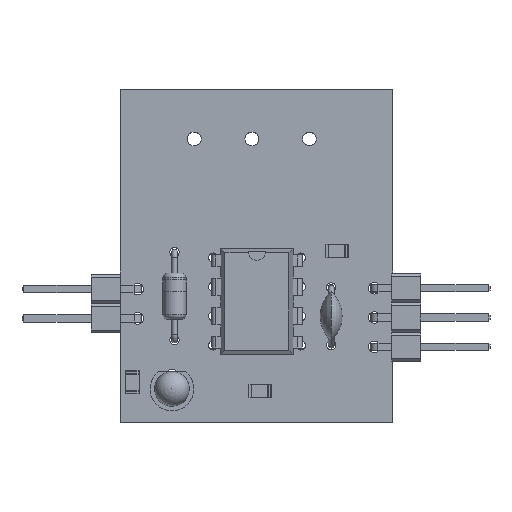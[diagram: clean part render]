
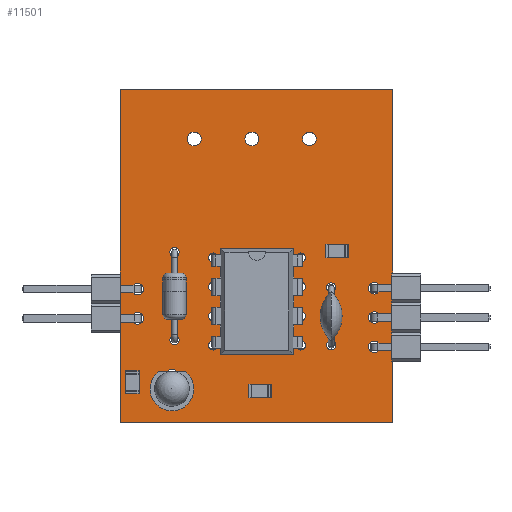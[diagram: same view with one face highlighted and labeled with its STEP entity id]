
A CAD part, top view. The second image highlights one B-rep face of the part: STEP entity #11501.
In plain terms, the highlighted planar face has unit normal (0, 0, 1).
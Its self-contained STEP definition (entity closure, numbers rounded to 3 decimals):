
#11147 = VERTEX_POINT('',#11148);
#11148 = CARTESIAN_POINT('',(146.218,-109.115,1.51));
#11154 = EDGE_CURVE('',#11147,#11155,#11157,.T.);
#11155 = VERTEX_POINT('',#11156);
#11156 = CARTESIAN_POINT('',(122.6,-109.115,1.51));
#11157 = LINE('',#11158,#11159);
#11158 = CARTESIAN_POINT('',(146.218,-109.115,1.51));
#11159 = VECTOR('',#11160,1.);
#11160 = DIRECTION('',(-1.,0.,0.));
#11187 = VERTEX_POINT('',#11188);
#11188 = CARTESIAN_POINT('',(146.218,-80.285,1.51));
#11194 = EDGE_CURVE('',#11187,#11147,#11195,.T.);
#11195 = LINE('',#11196,#11197);
#11196 = CARTESIAN_POINT('',(146.218,-80.285,1.51));
#11197 = VECTOR('',#11198,1.);
#11198 = DIRECTION('',(0.,-1.,0.));
#11216 = EDGE_CURVE('',#11155,#11217,#11219,.T.);
#11217 = VERTEX_POINT('',#11218);
#11218 = CARTESIAN_POINT('',(122.6,-80.285,1.51));
#11219 = LINE('',#11220,#11221);
#11220 = CARTESIAN_POINT('',(122.6,-109.115,1.51));
#11221 = VECTOR('',#11222,1.);
#11222 = DIRECTION('',(0.,1.,0.));
#11501 = ADVANCED_FACE('',(#11502,#11513,#11524,#11535,#11546,#11557,
    #11568,#11579,#11590,#11601,#11612,#11623,#11634,#11645,#11656,
    #11667,#11678,#11689,#11700,#11711,#11722,#11733,#11744),#11755,.T.
  );
#11502 = FACE_BOUND('',#11503,.T.);
#11503 = EDGE_LOOP('',(#11504,#11505,#11506,#11512));
#11504 = ORIENTED_EDGE('',*,*,#11154,.F.);
#11505 = ORIENTED_EDGE('',*,*,#11194,.F.);
#11506 = ORIENTED_EDGE('',*,*,#11507,.F.);
#11507 = EDGE_CURVE('',#11217,#11187,#11508,.T.);
#11508 = LINE('',#11509,#11510);
#11509 = CARTESIAN_POINT('',(122.6,-80.285,1.51));
#11510 = VECTOR('',#11511,1.);
#11511 = DIRECTION('',(1.,0.,0.));
#11512 = ORIENTED_EDGE('',*,*,#11216,.F.);
#11513 = FACE_BOUND('',#11514,.T.);
#11514 = EDGE_LOOP('',(#11515));
#11515 = ORIENTED_EDGE('',*,*,#11516,.T.);
#11516 = EDGE_CURVE('',#11517,#11517,#11519,.T.);
#11517 = VERTEX_POINT('',#11518);
#11518 = CARTESIAN_POINT('',(127.07,-107.96,1.51));
#11519 = CIRCLE('',#11520,0.45);
#11520 = AXIS2_PLACEMENT_3D('',#11521,#11522,#11523);
#11521 = CARTESIAN_POINT('',(127.07,-107.51,1.51));
#11522 = DIRECTION('',(-0.,0.,-1.));
#11523 = DIRECTION('',(-0.,-1.,0.));
#11524 = FACE_BOUND('',#11525,.T.);
#11525 = EDGE_LOOP('',(#11526));
#11526 = ORIENTED_EDGE('',*,*,#11527,.T.);
#11527 = EDGE_CURVE('',#11528,#11528,#11530,.T.);
#11528 = VERTEX_POINT('',#11529);
#11529 = CARTESIAN_POINT('',(127.07,-105.42,1.51));
#11530 = CIRCLE('',#11531,0.45);
#11531 = AXIS2_PLACEMENT_3D('',#11532,#11533,#11534);
#11532 = CARTESIAN_POINT('',(127.07,-104.97,1.51));
#11533 = DIRECTION('',(-0.,0.,-1.));
#11534 = DIRECTION('',(-0.,-1.,0.));
#11535 = FACE_BOUND('',#11536,.T.);
#11536 = EDGE_LOOP('',(#11537));
#11537 = ORIENTED_EDGE('',*,*,#11538,.T.);
#11538 = EDGE_CURVE('',#11539,#11539,#11541,.T.);
#11539 = VERTEX_POINT('',#11540);
#11540 = CARTESIAN_POINT('',(127.29,-102.39,1.51));
#11541 = CIRCLE('',#11542,0.4);
#11542 = AXIS2_PLACEMENT_3D('',#11543,#11544,#11545);
#11543 = CARTESIAN_POINT('',(127.29,-101.99,1.51));
#11544 = DIRECTION('',(-0.,0.,-1.));
#11545 = DIRECTION('',(0.,-1.,-0.));
#11546 = FACE_BOUND('',#11547,.T.);
#11547 = EDGE_LOOP('',(#11548));
#11548 = ORIENTED_EDGE('',*,*,#11549,.T.);
#11549 = EDGE_CURVE('',#11550,#11550,#11552,.T.);
#11550 = VERTEX_POINT('',#11551);
#11551 = CARTESIAN_POINT('',(130.63,-102.86,1.51));
#11552 = CIRCLE('',#11553,0.4);
#11553 = AXIS2_PLACEMENT_3D('',#11554,#11555,#11556);
#11554 = CARTESIAN_POINT('',(130.63,-102.46,1.51));
#11555 = DIRECTION('',(-0.,0.,-1.));
#11556 = DIRECTION('',(-0.,-1.,0.));
#11557 = FACE_BOUND('',#11558,.T.);
#11558 = EDGE_LOOP('',(#11559));
#11559 = ORIENTED_EDGE('',*,*,#11560,.T.);
#11560 = EDGE_CURVE('',#11561,#11561,#11563,.T.);
#11561 = VERTEX_POINT('',#11562);
#11562 = CARTESIAN_POINT('',(124.1,-100.61,1.51));
#11563 = CIRCLE('',#11564,0.5);
#11564 = AXIS2_PLACEMENT_3D('',#11565,#11566,#11567);
#11565 = CARTESIAN_POINT('',(124.1,-100.11,1.51));
#11566 = DIRECTION('',(-0.,0.,-1.));
#11567 = DIRECTION('',(-0.,-1.,0.));
#11568 = FACE_BOUND('',#11569,.T.);
#11569 = EDGE_LOOP('',(#11570));
#11570 = ORIENTED_EDGE('',*,*,#11571,.T.);
#11571 = EDGE_CURVE('',#11572,#11572,#11574,.T.);
#11572 = VERTEX_POINT('',#11573);
#11573 = CARTESIAN_POINT('',(124.1,-98.07,1.51));
#11574 = CIRCLE('',#11575,0.5);
#11575 = AXIS2_PLACEMENT_3D('',#11576,#11577,#11578);
#11576 = CARTESIAN_POINT('',(124.1,-97.57,1.51));
#11577 = DIRECTION('',(-0.,0.,-1.));
#11578 = DIRECTION('',(-0.,-1.,0.));
#11579 = FACE_BOUND('',#11580,.T.);
#11580 = EDGE_LOOP('',(#11581));
#11581 = ORIENTED_EDGE('',*,*,#11582,.T.);
#11582 = EDGE_CURVE('',#11583,#11583,#11585,.T.);
#11583 = VERTEX_POINT('',#11584);
#11584 = CARTESIAN_POINT('',(130.63,-100.32,1.51));
#11585 = CIRCLE('',#11586,0.4);
#11586 = AXIS2_PLACEMENT_3D('',#11587,#11588,#11589);
#11587 = CARTESIAN_POINT('',(130.63,-99.92,1.51));
#11588 = DIRECTION('',(-0.,0.,-1.));
#11589 = DIRECTION('',(-0.,-1.,0.));
#11590 = FACE_BOUND('',#11591,.T.);
#11591 = EDGE_LOOP('',(#11592));
#11592 = ORIENTED_EDGE('',*,*,#11593,.T.);
#11593 = EDGE_CURVE('',#11594,#11594,#11596,.T.);
#11594 = VERTEX_POINT('',#11595);
#11595 = CARTESIAN_POINT('',(130.63,-97.78,1.51));
#11596 = CIRCLE('',#11597,0.4);
#11597 = AXIS2_PLACEMENT_3D('',#11598,#11599,#11600);
#11598 = CARTESIAN_POINT('',(130.63,-97.38,1.51));
#11599 = DIRECTION('',(-0.,0.,-1.));
#11600 = DIRECTION('',(-0.,-1.,0.));
#11601 = FACE_BOUND('',#11602,.T.);
#11602 = EDGE_LOOP('',(#11603));
#11603 = ORIENTED_EDGE('',*,*,#11604,.T.);
#11604 = EDGE_CURVE('',#11605,#11605,#11607,.T.);
#11605 = VERTEX_POINT('',#11606);
#11606 = CARTESIAN_POINT('',(138.25,-102.86,1.51));
#11607 = CIRCLE('',#11608,0.4);
#11608 = AXIS2_PLACEMENT_3D('',#11609,#11610,#11611);
#11609 = CARTESIAN_POINT('',(138.25,-102.46,1.51));
#11610 = DIRECTION('',(-0.,0.,-1.));
#11611 = DIRECTION('',(-0.,-1.,0.));
#11612 = FACE_BOUND('',#11613,.T.);
#11613 = EDGE_LOOP('',(#11614));
#11614 = ORIENTED_EDGE('',*,*,#11615,.T.);
#11615 = EDGE_CURVE('',#11616,#11616,#11618,.T.);
#11616 = VERTEX_POINT('',#11617);
#11617 = CARTESIAN_POINT('',(140.88,-102.83,1.51));
#11618 = CIRCLE('',#11619,0.4);
#11619 = AXIS2_PLACEMENT_3D('',#11620,#11621,#11622);
#11620 = CARTESIAN_POINT('',(140.88,-102.43,1.51));
#11621 = DIRECTION('',(-0.,0.,-1.));
#11622 = DIRECTION('',(-0.,-1.,0.));
#11623 = FACE_BOUND('',#11624,.T.);
#11624 = EDGE_LOOP('',(#11625));
#11625 = ORIENTED_EDGE('',*,*,#11626,.T.);
#11626 = EDGE_CURVE('',#11627,#11627,#11629,.T.);
#11627 = VERTEX_POINT('',#11628);
#11628 = CARTESIAN_POINT('',(144.62,-103.08,1.51));
#11629 = CIRCLE('',#11630,0.5);
#11630 = AXIS2_PLACEMENT_3D('',#11631,#11632,#11633);
#11631 = CARTESIAN_POINT('',(144.62,-102.58,1.51));
#11632 = DIRECTION('',(-0.,0.,-1.));
#11633 = DIRECTION('',(-0.,-1.,0.));
#11634 = FACE_BOUND('',#11635,.T.);
#11635 = EDGE_LOOP('',(#11636));
#11636 = ORIENTED_EDGE('',*,*,#11637,.T.);
#11637 = EDGE_CURVE('',#11638,#11638,#11640,.T.);
#11638 = VERTEX_POINT('',#11639);
#11639 = CARTESIAN_POINT('',(138.25,-100.32,1.51));
#11640 = CIRCLE('',#11641,0.4);
#11641 = AXIS2_PLACEMENT_3D('',#11642,#11643,#11644);
#11642 = CARTESIAN_POINT('',(138.25,-99.92,1.51));
#11643 = DIRECTION('',(-0.,0.,-1.));
#11644 = DIRECTION('',(-0.,-1.,0.));
#11645 = FACE_BOUND('',#11646,.T.);
#11646 = EDGE_LOOP('',(#11647));
#11647 = ORIENTED_EDGE('',*,*,#11648,.T.);
#11648 = EDGE_CURVE('',#11649,#11649,#11651,.T.);
#11649 = VERTEX_POINT('',#11650);
#11650 = CARTESIAN_POINT('',(138.25,-97.78,1.51));
#11651 = CIRCLE('',#11652,0.4);
#11652 = AXIS2_PLACEMENT_3D('',#11653,#11654,#11655);
#11653 = CARTESIAN_POINT('',(138.25,-97.38,1.51));
#11654 = DIRECTION('',(-0.,0.,-1.));
#11655 = DIRECTION('',(-0.,-1.,0.));
#11656 = FACE_BOUND('',#11657,.T.);
#11657 = EDGE_LOOP('',(#11658));
#11658 = ORIENTED_EDGE('',*,*,#11659,.T.);
#11659 = EDGE_CURVE('',#11660,#11660,#11662,.T.);
#11660 = VERTEX_POINT('',#11661);
#11661 = CARTESIAN_POINT('',(144.62,-100.54,1.51));
#11662 = CIRCLE('',#11663,0.5);
#11663 = AXIS2_PLACEMENT_3D('',#11664,#11665,#11666);
#11664 = CARTESIAN_POINT('',(144.62,-100.04,1.51));
#11665 = DIRECTION('',(-0.,0.,-1.));
#11666 = DIRECTION('',(-0.,-1.,0.));
#11667 = FACE_BOUND('',#11668,.T.);
#11668 = EDGE_LOOP('',(#11669));
#11669 = ORIENTED_EDGE('',*,*,#11670,.T.);
#11670 = EDGE_CURVE('',#11671,#11671,#11673,.T.);
#11671 = VERTEX_POINT('',#11672);
#11672 = CARTESIAN_POINT('',(140.88,-97.83,1.51));
#11673 = CIRCLE('',#11674,0.4);
#11674 = AXIS2_PLACEMENT_3D('',#11675,#11676,#11677);
#11675 = CARTESIAN_POINT('',(140.88,-97.43,1.51));
#11676 = DIRECTION('',(-0.,0.,-1.));
#11677 = DIRECTION('',(-0.,-1.,0.));
#11678 = FACE_BOUND('',#11679,.T.);
#11679 = EDGE_LOOP('',(#11680));
#11680 = ORIENTED_EDGE('',*,*,#11681,.T.);
#11681 = EDGE_CURVE('',#11682,#11682,#11684,.T.);
#11682 = VERTEX_POINT('',#11683);
#11683 = CARTESIAN_POINT('',(144.62,-98.,1.51));
#11684 = CIRCLE('',#11685,0.5);
#11685 = AXIS2_PLACEMENT_3D('',#11686,#11687,#11688);
#11686 = CARTESIAN_POINT('',(144.62,-97.5,1.51));
#11687 = DIRECTION('',(-0.,0.,-1.));
#11688 = DIRECTION('',(-0.,-1.,0.));
#11689 = FACE_BOUND('',#11690,.T.);
#11690 = EDGE_LOOP('',(#11691));
#11691 = ORIENTED_EDGE('',*,*,#11692,.T.);
#11692 = EDGE_CURVE('',#11693,#11693,#11695,.T.);
#11693 = VERTEX_POINT('',#11694);
#11694 = CARTESIAN_POINT('',(127.29,-94.77,1.51));
#11695 = CIRCLE('',#11696,0.4);
#11696 = AXIS2_PLACEMENT_3D('',#11697,#11698,#11699);
#11697 = CARTESIAN_POINT('',(127.29,-94.37,1.51));
#11698 = DIRECTION('',(-0.,0.,-1.));
#11699 = DIRECTION('',(0.,-1.,-0.));
#11700 = FACE_BOUND('',#11701,.T.);
#11701 = EDGE_LOOP('',(#11702));
#11702 = ORIENTED_EDGE('',*,*,#11703,.T.);
#11703 = EDGE_CURVE('',#11704,#11704,#11706,.T.);
#11704 = VERTEX_POINT('',#11705);
#11705 = CARTESIAN_POINT('',(130.63,-95.24,1.51));
#11706 = CIRCLE('',#11707,0.4);
#11707 = AXIS2_PLACEMENT_3D('',#11708,#11709,#11710);
#11708 = CARTESIAN_POINT('',(130.63,-94.84,1.51));
#11709 = DIRECTION('',(-0.,0.,-1.));
#11710 = DIRECTION('',(-0.,-1.,0.));
#11711 = FACE_BOUND('',#11712,.T.);
#11712 = EDGE_LOOP('',(#11713));
#11713 = ORIENTED_EDGE('',*,*,#11714,.T.);
#11714 = EDGE_CURVE('',#11715,#11715,#11717,.T.);
#11715 = VERTEX_POINT('',#11716);
#11716 = CARTESIAN_POINT('',(129.,-85.15,1.51));
#11717 = CIRCLE('',#11718,0.6);
#11718 = AXIS2_PLACEMENT_3D('',#11719,#11720,#11721);
#11719 = CARTESIAN_POINT('',(129.,-84.55,1.51));
#11720 = DIRECTION('',(-0.,0.,-1.));
#11721 = DIRECTION('',(-0.,-1.,0.));
#11722 = FACE_BOUND('',#11723,.T.);
#11723 = EDGE_LOOP('',(#11724));
#11724 = ORIENTED_EDGE('',*,*,#11725,.T.);
#11725 = EDGE_CURVE('',#11726,#11726,#11728,.T.);
#11726 = VERTEX_POINT('',#11727);
#11727 = CARTESIAN_POINT('',(134.,-85.15,1.51));
#11728 = CIRCLE('',#11729,0.6);
#11729 = AXIS2_PLACEMENT_3D('',#11730,#11731,#11732);
#11730 = CARTESIAN_POINT('',(134.,-84.55,1.51));
#11731 = DIRECTION('',(-0.,0.,-1.));
#11732 = DIRECTION('',(-0.,-1.,0.));
#11733 = FACE_BOUND('',#11734,.T.);
#11734 = EDGE_LOOP('',(#11735));
#11735 = ORIENTED_EDGE('',*,*,#11736,.T.);
#11736 = EDGE_CURVE('',#11737,#11737,#11739,.T.);
#11737 = VERTEX_POINT('',#11738);
#11738 = CARTESIAN_POINT('',(138.25,-95.24,1.51));
#11739 = CIRCLE('',#11740,0.4);
#11740 = AXIS2_PLACEMENT_3D('',#11741,#11742,#11743);
#11741 = CARTESIAN_POINT('',(138.25,-94.84,1.51));
#11742 = DIRECTION('',(-0.,0.,-1.));
#11743 = DIRECTION('',(-0.,-1.,0.));
#11744 = FACE_BOUND('',#11745,.T.);
#11745 = EDGE_LOOP('',(#11746));
#11746 = ORIENTED_EDGE('',*,*,#11747,.T.);
#11747 = EDGE_CURVE('',#11748,#11748,#11750,.T.);
#11748 = VERTEX_POINT('',#11749);
#11749 = CARTESIAN_POINT('',(139.,-85.15,1.51));
#11750 = CIRCLE('',#11751,0.6);
#11751 = AXIS2_PLACEMENT_3D('',#11752,#11753,#11754);
#11752 = CARTESIAN_POINT('',(139.,-84.55,1.51));
#11753 = DIRECTION('',(-0.,0.,-1.));
#11754 = DIRECTION('',(-0.,-1.,0.));
#11755 = PLANE('',#11756);
#11756 = AXIS2_PLACEMENT_3D('',#11757,#11758,#11759);
#11757 = CARTESIAN_POINT('',(0.,0.,1.51));
#11758 = DIRECTION('',(0.,0.,1.));
#11759 = DIRECTION('',(1.,0.,-0.));
